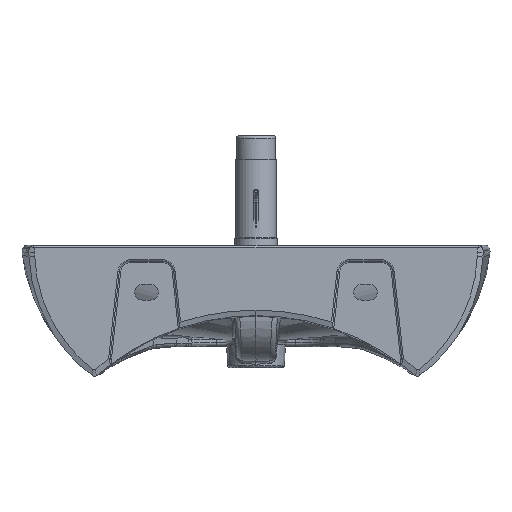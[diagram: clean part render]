
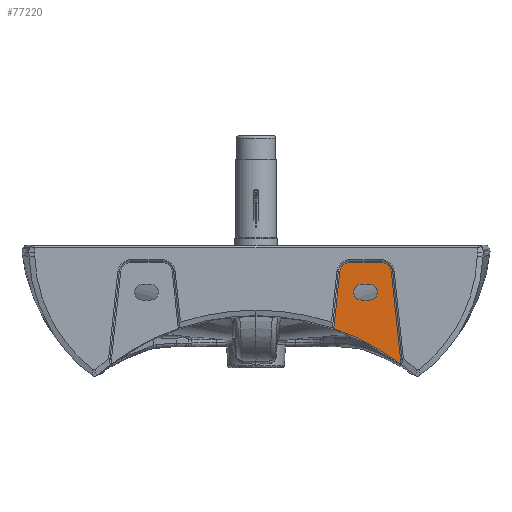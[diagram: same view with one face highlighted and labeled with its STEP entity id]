
A CAD part, left-side view. The second image highlights one B-rep face of the part: STEP entity #77220.
In plain terms, the highlighted planar face has unit normal (-1, 0, 0).
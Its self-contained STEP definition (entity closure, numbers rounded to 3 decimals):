
#72846=CARTESIAN_POINT('',(2.5,-185.347,-151.788));
#72847=VERTEX_POINT('',#72846);
#72848=CARTESIAN_POINT('',(2.5,-99.426,-106.377));
#72849=VERTEX_POINT('',#72848);
#72850=CARTESIAN_POINT('',(2.5,-185.347,-151.788));
#72851=CARTESIAN_POINT('',(2.5,-172.336,-142.013));
#72852=CARTESIAN_POINT('',(2.5,-158.572,-133.283));
#72853=CARTESIAN_POINT('',(2.5,-129.798,-118.075));
#72854=CARTESIAN_POINT('',(2.5,-114.831,-111.621));
#72855=CARTESIAN_POINT('',(2.5,-99.426,-106.377));
#72856=B_SPLINE_CURVE_WITH_KNOTS('',3,(#72850,#72851,#72852,#72853,#72854,#72855),.UNSPECIFIED.,.F.,.U.,(4,2,4),(0.,4.882,9.764),.UNSPECIFIED.);
#72857=EDGE_CURVE('',#72847,#72849,#72856,.T.);
#72986=CARTESIAN_POINT('',(2.5,-107.071,-33.641));
#72987=VERTEX_POINT('',#72986);
#72988=CARTESIAN_POINT('',(2.5,-99.426,-106.377));
#72989=DIRECTION('',(0.0,-0.105,0.995));
#72990=VECTOR('',#72989,73.137);
#72991=LINE('',#72988,#72990);
#72992=EDGE_CURVE('',#72849,#72987,#72991,.T.);
#73018=CARTESIAN_POINT('',(2.5,-120.,-22.0));
#73019=VERTEX_POINT('',#73018);
#73020=CARTESIAN_POINT('',(2.5,-120.0,-35.0));
#73021=DIRECTION('',(-1.0,0.0,0.0));
#73022=DIRECTION('',(0.0,1.0,0.0));
#73023=AXIS2_PLACEMENT_3D('',#73020,#73021,#73022);
#73024=CIRCLE('',#73023,13.0);
#73025=EDGE_CURVE('',#72987,#73019,#73024,.F.);
#73052=CARTESIAN_POINT('',(2.5,-160.0,-22.0));
#73053=VERTEX_POINT('',#73052);
#73054=CARTESIAN_POINT('',(2.5,-160.0,-22.0));
#73055=DIRECTION('',(0.0,1.0,0.0));
#73056=VECTOR('',#73055,40.);
#73057=LINE('',#73054,#73056);
#73058=EDGE_CURVE('',#73019,#73053,#73057,.F.);
#73084=CARTESIAN_POINT('',(2.5,-172.929,-33.641));
#73085=VERTEX_POINT('',#73084);
#73086=CARTESIAN_POINT('',(2.5,-160.0,-35.0));
#73087=DIRECTION('',(-1.0,0.0,0.0));
#73088=DIRECTION('',(0.0,1.0,0.0));
#73089=AXIS2_PLACEMENT_3D('',#73086,#73087,#73088);
#73090=CIRCLE('',#73089,13.0);
#73091=EDGE_CURVE('',#73053,#73085,#73090,.F.);
#77159=CARTESIAN_POINT('',(2.5,-172.929,-33.641));
#77160=DIRECTION('',(0.0,-0.105,-0.995));
#77161=VECTOR('',#77160,118.798);
#77162=LINE('',#77159,#77161);
#77163=EDGE_CURVE('',#73085,#72847,#77162,.T.);
#77171=CARTESIAN_POINT('',(2.5,0.0,0.0));
#77172=DIRECTION('',(1.0,0.0,0.0));
#77173=DIRECTION('',(0.0,0.0,-1.0));
#77174=AXIS2_PLACEMENT_3D('',#77171,#77172,#77173);
#77175=PLANE('',#77174);
#77176=ORIENTED_EDGE('',*,*,#72857,.F.);
#77177=ORIENTED_EDGE('',*,*,#77163,.F.);
#77178=ORIENTED_EDGE('',*,*,#73091,.F.);
#77179=ORIENTED_EDGE('',*,*,#73058,.F.);
#77180=ORIENTED_EDGE('',*,*,#73025,.F.);
#77181=ORIENTED_EDGE('',*,*,#72992,.F.);
#77182=EDGE_LOOP('',(#77176,#77177,#77178,#77179,#77180,#77181));
#77183=FACE_OUTER_BOUND('',#77182,.T.);
#77184=CARTESIAN_POINT('',(2.5,-145.049,-70.0));
#77185=VERTEX_POINT('',#77184);
#77186=CARTESIAN_POINT('',(2.5,-145.049,-50.0));
#77187=VERTEX_POINT('',#77186);
#77188=CARTESIAN_POINT('',(2.5,-145.049,-60.0));
#77189=DIRECTION('',(1.0,0.0,0.0));
#77190=DIRECTION('',(0.0,1.0,0.0));
#77191=AXIS2_PLACEMENT_3D('',#77188,#77189,#77190);
#77192=CIRCLE('',#77191,10.0);
#77193=EDGE_CURVE('',#77185,#77187,#77192,.F.);
#77194=ORIENTED_EDGE('',*,*,#77193,.F.);
#77195=CARTESIAN_POINT('',(2.5,-134.951,-70.0));
#77196=VERTEX_POINT('',#77195);
#77197=CARTESIAN_POINT('',(2.5,-134.951,-70.0));
#77198=DIRECTION('',(0.0,-1.0,0.0));
#77199=VECTOR('',#77198,10.097);
#77200=LINE('',#77197,#77199);
#77201=EDGE_CURVE('',#77185,#77196,#77200,.F.);
#77202=ORIENTED_EDGE('',*,*,#77201,.T.);
#77203=CARTESIAN_POINT('',(2.5,-134.951,-50.0));
#77204=VERTEX_POINT('',#77203);
#77205=CARTESIAN_POINT('',(2.5,-134.951,-60.0));
#77206=DIRECTION('',(1.0,0.0,0.0));
#77207=DIRECTION('',(0.0,1.0,0.0));
#77208=AXIS2_PLACEMENT_3D('',#77205,#77206,#77207);
#77209=CIRCLE('',#77208,10.0);
#77210=EDGE_CURVE('',#77204,#77196,#77209,.F.);
#77211=ORIENTED_EDGE('',*,*,#77210,.F.);
#77212=CARTESIAN_POINT('',(2.5,-145.049,-50.0));
#77213=DIRECTION('',(0.0,1.0,0.0));
#77214=VECTOR('',#77213,10.097);
#77215=LINE('',#77212,#77214);
#77216=EDGE_CURVE('',#77204,#77187,#77215,.F.);
#77217=ORIENTED_EDGE('',*,*,#77216,.T.);
#77218=EDGE_LOOP('',(#77194,#77202,#77211,#77217));
#77219=FACE_BOUND('',#77218,.T.);
#77220=ADVANCED_FACE('',(#77183,#77219),#77175,.F.);
